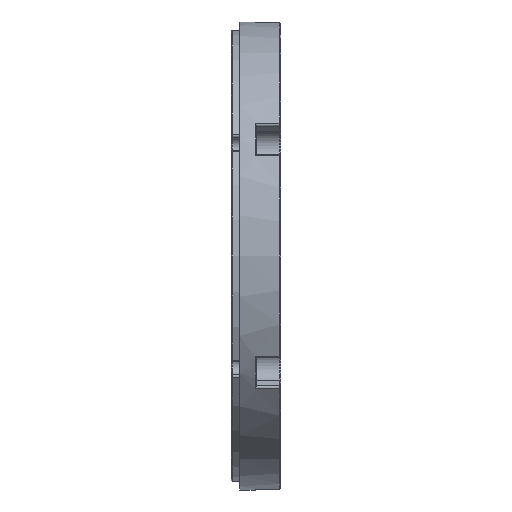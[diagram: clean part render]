
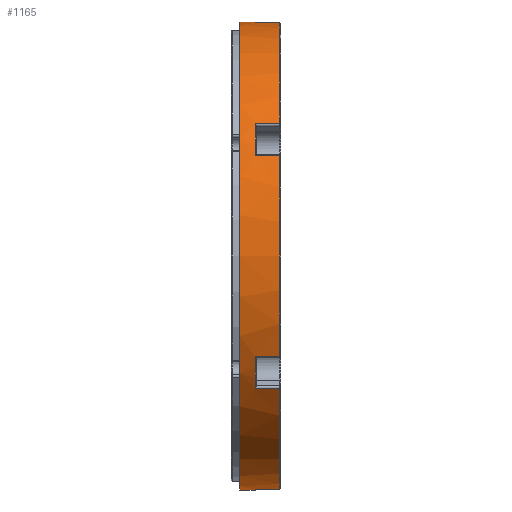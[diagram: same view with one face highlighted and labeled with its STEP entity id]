
A CAD part, left-side view. The second image highlights one B-rep face of the part: STEP entity #1165.
In plain terms, the highlighted cylindrical face has radius 28.5 mm (diameter 57 mm), a partial arc.
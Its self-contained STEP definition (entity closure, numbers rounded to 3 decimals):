
#77 = DIRECTION ( 'NONE',  ( 0., 0., -1. ) ) ;
#102 = VECTOR ( 'NONE', #3916, 1000. ) ;
#133 = VECTOR ( 'NONE', #4360, 1000. ) ;
#201 = CARTESIAN_POINT ( 'NONE',  ( 0., 3.1, 0. ) ) ;
#232 = CIRCLE ( 'NONE', #1882, 28.5 ) ;
#262 = CIRCLE ( 'NONE', #1032, 28.5 ) ;
#273 = DIRECTION ( 'NONE',  ( 0., 1., 0. ) ) ;
#349 = EDGE_CURVE ( 'NONE', #3211, #5989, #1527, .T. ) ;
#365 = EDGE_CURVE ( 'NONE', #6093, #3976, #5058, .T. ) ;
#366 = DIRECTION ( 'NONE',  ( 0., -1., 0. ) ) ;
#417 = CIRCLE ( 'NONE', #743, 28.5 ) ;
#492 = CARTESIAN_POINT ( 'NONE',  ( -2.27, 3.1, 28.409 ) ) ;
#578 = CARTESIAN_POINT ( 'NONE',  ( 0., 3.1, 0. ) ) ;
#582 = ORIENTED_EDGE ( 'NONE', *, *, #901, .T. ) ;
#595 = CARTESIAN_POINT ( 'NONE',  ( 0., 0.1, 0. ) ) ;
#613 = CIRCLE ( 'NONE', #4502, 28.5 ) ;
#616 = DIRECTION ( 'NONE',  ( 0., 0., -1. ) ) ;
#743 = AXIS2_PLACEMENT_3D ( 'NONE', #595, #2719, #77 ) ;
#816 = LINE ( 'NONE', #1782, #102 ) ;
#848 = DIRECTION ( 'NONE',  ( 0., 0., -1. ) ) ;
#855 = CARTESIAN_POINT ( 'NONE',  ( -25.738, 0.1, 12.239 ) ) ;
#887 = CARTESIAN_POINT ( 'NONE',  ( -2.27, 0.1, -28.409 ) ) ;
#901 = EDGE_CURVE ( 'NONE', #5838, #5776, #1763, .T. ) ;
#974 = CARTESIAN_POINT ( 'NONE',  ( 0., 0.1, 0. ) ) ;
#1032 = AXIS2_PLACEMENT_3D ( 'NONE', #3595, #6775, #5713 ) ;
#1062 = ORIENTED_EDGE ( 'NONE', *, *, #365, .T. ) ;
#1089 = DIRECTION ( 'NONE',  ( 0., 1., 0. ) ) ;
#1129 = DIRECTION ( 'NONE',  ( 0., 1., 0. ) ) ;
#1148 = LINE ( 'NONE', #4868, #4525 ) ;
#1165 = ADVANCED_FACE ( 'NONE', ( #5246 ), #4706, .T. ) ;
#1179 = CARTESIAN_POINT ( 'NONE',  ( 0., 3.1, 28.5 ) ) ;
#1232 = AXIS2_PLACEMENT_3D ( 'NONE', #974, #2688, #2650 ) ;
#1255 = VERTEX_POINT ( 'NONE', #1457 ) ;
#1310 = CARTESIAN_POINT ( 'NONE',  ( -2.27, 0.1, 28.409 ) ) ;
#1406 = CARTESIAN_POINT ( 'NONE',  ( -23.468, 0., -16.171 ) ) ;
#1409 = VERTEX_POINT ( 'NONE', #1310 ) ;
#1457 = CARTESIAN_POINT ( 'NONE',  ( -25.738, 3.1, -12.239 ) ) ;
#1488 = ORIENTED_EDGE ( 'NONE', *, *, #5815, .T. ) ;
#1527 = CIRCLE ( 'NONE', #1851, 28.5 ) ;
#1621 = CARTESIAN_POINT ( 'NONE',  ( -23.468, 0.1, -16.171 ) ) ;
#1670 = ORIENTED_EDGE ( 'NONE', *, *, #4223, .T. ) ;
#1700 = ORIENTED_EDGE ( 'NONE', *, *, #3807, .T. ) ;
#1763 = LINE ( 'NONE', #5982, #133 ) ;
#1779 = EDGE_CURVE ( 'NONE', #1255, #5981, #5581, .T. ) ;
#1782 = CARTESIAN_POINT ( 'NONE',  ( -2.27, 0., -28.409 ) ) ;
#1814 = CARTESIAN_POINT ( 'NONE',  ( -25.738, 0., -12.239 ) ) ;
#1851 = AXIS2_PLACEMENT_3D ( 'NONE', #5029, #5088, #848 ) ;
#1882 = AXIS2_PLACEMENT_3D ( 'NONE', #578, #1129, #2197 ) ;
#2000 = DIRECTION ( 'NONE',  ( 0., 1., 0. ) ) ;
#2031 = EDGE_CURVE ( 'NONE', #4833, #6093, #613, .T. ) ;
#2044 = CARTESIAN_POINT ( 'NONE',  ( 0., 0., 0. ) ) ;
#2197 = DIRECTION ( 'NONE',  ( 0., 0., -1. ) ) ;
#2448 = EDGE_CURVE ( 'NONE', #3976, #1255, #3146, .T. ) ;
#2527 = CARTESIAN_POINT ( 'NONE',  ( 0., 5., -28.5 ) ) ;
#2572 = CIRCLE ( 'NONE', #1232, 28.5 ) ;
#2650 = DIRECTION ( 'NONE',  ( 0., 0., -1. ) ) ;
#2675 = VECTOR ( 'NONE', #1089, 1000. ) ;
#2688 = DIRECTION ( 'NONE',  ( 0., 1., 0. ) ) ;
#2694 = EDGE_CURVE ( 'NONE', #5717, #3069, #6818, .T. ) ;
#2719 = DIRECTION ( 'NONE',  ( 0., 1., 0. ) ) ;
#2887 = DIRECTION ( 'NONE',  ( 0., -1., 0. ) ) ;
#2955 = CARTESIAN_POINT ( 'NONE',  ( -23.468, 0., 16.171 ) ) ;
#3053 = DIRECTION ( 'NONE',  ( 0., 0., -1. ) ) ;
#3069 = VERTEX_POINT ( 'NONE', #4261 ) ;
#3133 = EDGE_CURVE ( 'NONE', #4548, #6718, #232, .T. ) ;
#3146 = CIRCLE ( 'NONE', #4254, 28.5 ) ;
#3189 = ORIENTED_EDGE ( 'NONE', *, *, #5274, .T. ) ;
#3211 = VERTEX_POINT ( 'NONE', #3318 ) ;
#3318 = CARTESIAN_POINT ( 'NONE',  ( 0., 5., 28.5 ) ) ;
#3556 = CARTESIAN_POINT ( 'NONE',  ( -23.468, 0.1, 16.171 ) ) ;
#3581 = VERTEX_POINT ( 'NONE', #4897 ) ;
#3591 = ORIENTED_EDGE ( 'NONE', *, *, #4418, .T. ) ;
#3594 = VECTOR ( 'NONE', #366, 1000. ) ;
#3595 = CARTESIAN_POINT ( 'NONE',  ( 0., 3.1, 0. ) ) ;
#3621 = EDGE_LOOP ( 'NONE', ( #6353, #5928, #4856, #3836, #5699, #5919, #1062, #4854, #5249, #1670, #582, #3189, #3591, #1488, #1700, #5975 ) ) ;
#3656 = VERTEX_POINT ( 'NONE', #3556 ) ;
#3807 = EDGE_CURVE ( 'NONE', #1409, #4548, #4149, .T. ) ;
#3836 = ORIENTED_EDGE ( 'NONE', *, *, #2694, .T. ) ;
#3841 = AXIS2_PLACEMENT_3D ( 'NONE', #201, #5512, #616 ) ;
#3916 = DIRECTION ( 'NONE',  ( 0., -1., 0. ) ) ;
#3976 = VERTEX_POINT ( 'NONE', #4880 ) ;
#4009 = VECTOR ( 'NONE', #2887, 1000. ) ;
#4023 = CARTESIAN_POINT ( 'NONE',  ( 0., 3.1, 0. ) ) ;
#4032 = DIRECTION ( 'NONE',  ( 0., 1., 0. ) ) ;
#4033 = DIRECTION ( 'NONE',  ( 0., -1., 0. ) ) ;
#4065 = DIRECTION ( 'NONE',  ( 0., 0., -1. ) ) ;
#4149 = LINE ( 'NONE', #4179, #2675 ) ;
#4179 = CARTESIAN_POINT ( 'NONE',  ( -2.27, 0., 28.409 ) ) ;
#4223 = EDGE_CURVE ( 'NONE', #5981, #5838, #2572, .T. ) ;
#4254 = AXIS2_PLACEMENT_3D ( 'NONE', #4023, #2000, #3053 ) ;
#4261 = CARTESIAN_POINT ( 'NONE',  ( -2.27, 3.1, -28.409 ) ) ;
#4360 = DIRECTION ( 'NONE',  ( 0., 1., 0. ) ) ;
#4418 = EDGE_CURVE ( 'NONE', #3581, #3656, #5038, .T. ) ;
#4502 = AXIS2_PLACEMENT_3D ( 'NONE', #6756, #4032, #4065 ) ;
#4525 = VECTOR ( 'NONE', #5414, 1000. ) ;
#4548 = VERTEX_POINT ( 'NONE', #492 ) ;
#4556 = AXIS2_PLACEMENT_3D ( 'NONE', #2044, #6281, #4665 ) ;
#4665 = DIRECTION ( 'NONE',  ( 0., 0., -1. ) ) ;
#4706 = CYLINDRICAL_SURFACE ( 'NONE', #4556, 28.5 ) ;
#4833 = VERTEX_POINT ( 'NONE', #887 ) ;
#4854 = ORIENTED_EDGE ( 'NONE', *, *, #2448, .T. ) ;
#4856 = ORIENTED_EDGE ( 'NONE', *, *, #5589, .T. ) ;
#4868 = CARTESIAN_POINT ( 'NONE',  ( 0., 0., 28.5 ) ) ;
#4880 = CARTESIAN_POINT ( 'NONE',  ( -23.468, 3.1, -16.171 ) ) ;
#4897 = CARTESIAN_POINT ( 'NONE',  ( -23.468, 3.1, 16.171 ) ) ;
#5029 = CARTESIAN_POINT ( 'NONE',  ( 0., 5., 0. ) ) ;
#5038 = LINE ( 'NONE', #2955, #4009 ) ;
#5058 = LINE ( 'NONE', #1406, #5409 ) ;
#5069 = CARTESIAN_POINT ( 'NONE',  ( 0., 0., -28.5 ) ) ;
#5088 = DIRECTION ( 'NONE',  ( 0., -1., 0. ) ) ;
#5177 = VECTOR ( 'NONE', #4033, 1000. ) ;
#5246 = FACE_OUTER_BOUND ( 'NONE', #3621, .T. ) ;
#5249 = ORIENTED_EDGE ( 'NONE', *, *, #1779, .T. ) ;
#5274 = EDGE_CURVE ( 'NONE', #5776, #3581, #262, .T. ) ;
#5409 = VECTOR ( 'NONE', #273, 1000. ) ;
#5414 = DIRECTION ( 'NONE',  ( 0., -1., 0. ) ) ;
#5512 = DIRECTION ( 'NONE',  ( 0., 1., 0. ) ) ;
#5566 = LINE ( 'NONE', #5069, #5177 ) ;
#5581 = LINE ( 'NONE', #1814, #3594 ) ;
#5589 = EDGE_CURVE ( 'NONE', #5989, #5717, #5566, .T. ) ;
#5699 = ORIENTED_EDGE ( 'NONE', *, *, #6256, .T. ) ;
#5713 = DIRECTION ( 'NONE',  ( 0., 0., -1. ) ) ;
#5717 = VERTEX_POINT ( 'NONE', #5761 ) ;
#5739 = EDGE_CURVE ( 'NONE', #3211, #6718, #1148, .T. ) ;
#5761 = CARTESIAN_POINT ( 'NONE',  ( 0., 3.1, -28.5 ) ) ;
#5776 = VERTEX_POINT ( 'NONE', #6448 ) ;
#5815 = EDGE_CURVE ( 'NONE', #3656, #1409, #417, .T. ) ;
#5838 = VERTEX_POINT ( 'NONE', #855 ) ;
#5919 = ORIENTED_EDGE ( 'NONE', *, *, #2031, .T. ) ;
#5928 = ORIENTED_EDGE ( 'NONE', *, *, #349, .T. ) ;
#5975 = ORIENTED_EDGE ( 'NONE', *, *, #3133, .T. ) ;
#5981 = VERTEX_POINT ( 'NONE', #6855 ) ;
#5982 = CARTESIAN_POINT ( 'NONE',  ( -25.738, 0., 12.239 ) ) ;
#5989 = VERTEX_POINT ( 'NONE', #2527 ) ;
#6093 = VERTEX_POINT ( 'NONE', #1621 ) ;
#6256 = EDGE_CURVE ( 'NONE', #3069, #4833, #816, .T. ) ;
#6281 = DIRECTION ( 'NONE',  ( 0., -1., 0. ) ) ;
#6353 = ORIENTED_EDGE ( 'NONE', *, *, #5739, .F. ) ;
#6448 = CARTESIAN_POINT ( 'NONE',  ( -25.738, 3.1, 12.239 ) ) ;
#6718 = VERTEX_POINT ( 'NONE', #1179 ) ;
#6756 = CARTESIAN_POINT ( 'NONE',  ( 0., 0.1, 0. ) ) ;
#6775 = DIRECTION ( 'NONE',  ( 0., 1., 0. ) ) ;
#6818 = CIRCLE ( 'NONE', #3841, 28.5 ) ;
#6855 = CARTESIAN_POINT ( 'NONE',  ( -25.738, 0.1, -12.239 ) ) ;
